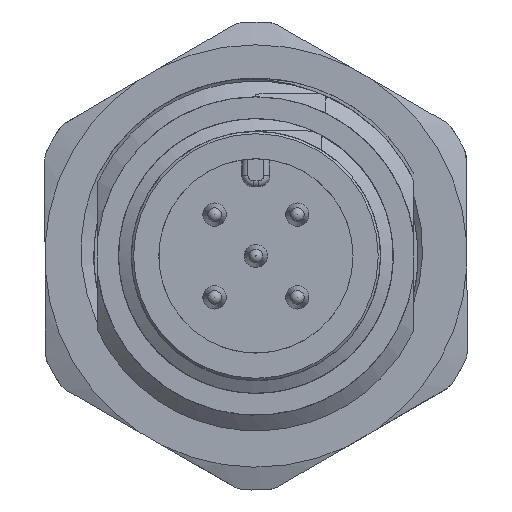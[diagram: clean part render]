
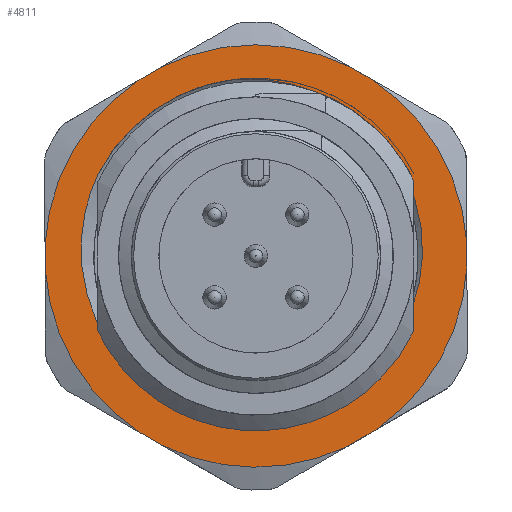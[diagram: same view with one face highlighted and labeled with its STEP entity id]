
A CAD part, front view. The second image highlights one B-rep face of the part: STEP entity #4811.
In plain terms, the highlighted face is planar.
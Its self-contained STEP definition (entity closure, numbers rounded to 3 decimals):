
#392=B_SPLINE_CURVE_WITH_KNOTS('',3,(#19092,#19093,#19094,#19095,#19096,
#19097,#19098),.UNSPECIFIED.,.F.,.F.,(4,1,1,1,4),(0.,0.004,
0.009,0.013,0.017),
 .UNSPECIFIED.);
#393=B_SPLINE_CURVE_WITH_KNOTS('',3,(#19102,#19103,#19104,#19105,#19106,
#19107,#19108),.UNSPECIFIED.,.F.,.F.,(4,1,1,1,4),(0.,
0.004,0.009,0.013,0.017),
 .UNSPECIFIED.);
#699=LINE('',#19112,#894);
#700=LINE('',#19116,#895);
#701=LINE('',#19120,#896);
#702=LINE('',#19124,#897);
#703=LINE('',#19128,#898);
#704=LINE('',#19132,#899);
#894=VECTOR('',#6537,1000.);
#895=VECTOR('',#6540,1000.);
#896=VECTOR('',#6543,1000.);
#897=VECTOR('',#6546,1000.);
#898=VECTOR('',#6549,1000.);
#899=VECTOR('',#6552,1000.);
#1854=ORIENTED_EDGE('',*,*,#2692,.T.);
#1855=ORIENTED_EDGE('',*,*,#2693,.T.);
#1856=ORIENTED_EDGE('',*,*,#2694,.T.);
#1857=ORIENTED_EDGE('',*,*,#2695,.T.);
#1858=ORIENTED_EDGE('',*,*,#2696,.F.);
#1859=ORIENTED_EDGE('',*,*,#2697,.T.);
#1860=ORIENTED_EDGE('',*,*,#2698,.F.);
#1861=ORIENTED_EDGE('',*,*,#2699,.T.);
#1862=ORIENTED_EDGE('',*,*,#2700,.F.);
#1863=ORIENTED_EDGE('',*,*,#2701,.T.);
#1864=ORIENTED_EDGE('',*,*,#2702,.F.);
#1865=ORIENTED_EDGE('',*,*,#2703,.T.);
#1866=ORIENTED_EDGE('',*,*,#2704,.F.);
#1867=ORIENTED_EDGE('',*,*,#2705,.T.);
#1868=ORIENTED_EDGE('',*,*,#2706,.F.);
#1869=ORIENTED_EDGE('',*,*,#2707,.T.);
#2692=EDGE_CURVE('',#3215,#3216,#3487,.T.);
#2693=EDGE_CURVE('',#3216,#3217,#392,.T.);
#2694=EDGE_CURVE('',#3217,#3218,#3488,.F.);
#2695=EDGE_CURVE('',#3218,#3215,#393,.T.);
#2696=EDGE_CURVE('',#3219,#3220,#3489,.F.);
#2697=EDGE_CURVE('',#3219,#3221,#699,.T.);
#2698=EDGE_CURVE('',#3222,#3221,#3490,.F.);
#2699=EDGE_CURVE('',#3222,#3223,#700,.T.);
#2700=EDGE_CURVE('',#3224,#3223,#3491,.F.);
#2701=EDGE_CURVE('',#3224,#3225,#701,.T.);
#2702=EDGE_CURVE('',#3226,#3225,#3492,.F.);
#2703=EDGE_CURVE('',#3226,#3227,#702,.T.);
#2704=EDGE_CURVE('',#3228,#3227,#3493,.F.);
#2705=EDGE_CURVE('',#3228,#3229,#703,.T.);
#2706=EDGE_CURVE('',#3230,#3229,#3494,.F.);
#2707=EDGE_CURVE('',#3230,#3220,#704,.T.);
#3215=VERTEX_POINT('',#19090);
#3216=VERTEX_POINT('',#19091);
#3217=VERTEX_POINT('',#19099);
#3218=VERTEX_POINT('',#19101);
#3219=VERTEX_POINT('',#19110);
#3220=VERTEX_POINT('',#19111);
#3221=VERTEX_POINT('',#19113);
#3222=VERTEX_POINT('',#19115);
#3223=VERTEX_POINT('',#19117);
#3224=VERTEX_POINT('',#19119);
#3225=VERTEX_POINT('',#19121);
#3226=VERTEX_POINT('',#19123);
#3227=VERTEX_POINT('',#19125);
#3228=VERTEX_POINT('',#19127);
#3229=VERTEX_POINT('',#19129);
#3230=VERTEX_POINT('',#19131);
#3487=CIRCLE('',#5533,7.6);
#3488=CIRCLE('',#5534,6.93);
#3489=CIRCLE('',#5535,9.024);
#3490=CIRCLE('',#5536,9.024);
#3491=CIRCLE('',#5537,9.024);
#3492=CIRCLE('',#5538,9.024);
#3493=CIRCLE('',#5539,9.024);
#3494=CIRCLE('',#5540,9.024);
#3866=EDGE_LOOP('',(#1854,#1855,#1856,#1857));
#3867=EDGE_LOOP('',(#1858,#1859,#1860,#1861,#1862,#1863,#1864,#1865,#1866,
#1867,#1868,#1869));
#4325=FACE_BOUND('',#3866,.T.);
#4326=FACE_BOUND('',#3867,.T.);
#4543=PLANE('',#5532);
#4811=ADVANCED_FACE('',(#4325,#4326),#4543,.T.);
#5532=AXIS2_PLACEMENT_3D('',#19088,#6529,#6530);
#5533=AXIS2_PLACEMENT_3D('',#19089,#6531,#6532);
#5534=AXIS2_PLACEMENT_3D('',#19100,#6533,#6534);
#5535=AXIS2_PLACEMENT_3D('',#19109,#6535,#6536);
#5536=AXIS2_PLACEMENT_3D('',#19114,#6538,#6539);
#5537=AXIS2_PLACEMENT_3D('',#19118,#6541,#6542);
#5538=AXIS2_PLACEMENT_3D('',#19122,#6544,#6545);
#5539=AXIS2_PLACEMENT_3D('',#19126,#6547,#6548);
#5540=AXIS2_PLACEMENT_3D('',#19130,#6550,#6551);
#6529=DIRECTION('',(1.,0.,0.));
#6530=DIRECTION('',(0.,0.,-1.));
#6531=DIRECTION('',(-1.,0.,0.));
#6532=DIRECTION('',(0.,1.,0.));
#6533=DIRECTION('',(1.,0.,0.));
#6534=DIRECTION('',(0.,0.,-1.));
#6535=DIRECTION('',(1.,0.,0.));
#6536=DIRECTION('',(0.,0.,-1.));
#6537=DIRECTION('',(0.,1.,0.));
#6538=DIRECTION('',(1.,0.,0.));
#6539=DIRECTION('',(0.,0.,-1.));
#6540=DIRECTION('',(0.,0.497,0.868));
#6541=DIRECTION('',(1.,0.,0.));
#6542=DIRECTION('',(0.,0.,-1.));
#6543=DIRECTION('',(0.,-0.497,0.868));
#6544=DIRECTION('',(1.,0.,0.));
#6545=DIRECTION('',(0.,0.,-1.));
#6546=DIRECTION('',(0.,-1.,0.));
#6547=DIRECTION('',(1.,0.,0.));
#6548=DIRECTION('',(0.,0.,-1.));
#6549=DIRECTION('',(0.,-0.498,-0.867));
#6550=DIRECTION('',(1.,0.,0.));
#6551=DIRECTION('',(0.,0.,-1.));
#6552=DIRECTION('',(0.,0.498,-0.867));
#19088=CARTESIAN_POINT('',(1.5,0.,0.));
#19089=CARTESIAN_POINT('',(1.5,0.,0.));
#19090=CARTESIAN_POINT('',(1.5,-4.081,6.411));
#19091=CARTESIAN_POINT('',(1.5,3.02,6.974));
#19092=CARTESIAN_POINT('',(1.5,3.02,6.974));
#19093=CARTESIAN_POINT('',(1.5,4.318,6.354));
#19094=CARTESIAN_POINT('',(1.5,6.523,4.378));
#19095=CARTESIAN_POINT('',(1.5,7.706,0.079));
#19096=CARTESIAN_POINT('',(1.5,6.285,-4.171));
#19097=CARTESIAN_POINT('',(1.5,3.917,-5.964));
#19098=CARTESIAN_POINT('',(1.5,2.558,-6.441));
#19099=CARTESIAN_POINT('',(1.5,2.558,-6.441));
#19100=CARTESIAN_POINT('',(1.5,0.,0.));
#19101=CARTESIAN_POINT('',(1.5,-1.511,-6.763));
#19102=CARTESIAN_POINT('',(1.5,-1.511,-6.763));
#19103=CARTESIAN_POINT('',(1.5,-2.927,-6.508));
#19104=CARTESIAN_POINT('',(1.5,-5.554,-5.103));
#19105=CARTESIAN_POINT('',(1.5,-7.621,-1.142));
#19106=CARTESIAN_POINT('',(1.5,-7.131,3.298));
#19107=CARTESIAN_POINT('',(1.5,-5.265,5.594));
#19108=CARTESIAN_POINT('',(1.5,-4.081,6.411));
#19109=CARTESIAN_POINT('',(1.5,0.,0.));
#19110=CARTESIAN_POINT('',(1.5,-0.764,-8.992));
#19111=CARTESIAN_POINT('',(1.5,-7.542,-4.955));
#19112=CARTESIAN_POINT('',(1.5,-4.376,-8.992));
#19113=CARTESIAN_POINT('',(1.5,0.764,-8.992));
#19114=CARTESIAN_POINT('',(1.5,0.,0.));
#19115=CARTESIAN_POINT('',(1.5,7.551,-4.941));
#19116=CARTESIAN_POINT('',(1.5,5.661,-8.243));
#19117=CARTESIAN_POINT('',(1.5,8.085,-4.008));
#19118=CARTESIAN_POINT('',(1.5,0.,0.));
#19119=CARTESIAN_POINT('',(1.5,8.085,4.008));
#19120=CARTESIAN_POINT('',(1.5,9.975,0.706));
#19121=CARTESIAN_POINT('',(1.5,7.551,4.941));
#19122=CARTESIAN_POINT('',(1.5,0.,0.));
#19123=CARTESIAN_POINT('',(1.5,0.537,9.008));
#19124=CARTESIAN_POINT('',(1.5,4.342,9.008));
#19125=CARTESIAN_POINT('',(1.5,-0.537,9.008));
#19126=CARTESIAN_POINT('',(1.5,0.,0.));
#19127=CARTESIAN_POINT('',(1.5,-7.542,4.955));
#19128=CARTESIAN_POINT('',(1.5,-5.646,8.254));
#19129=CARTESIAN_POINT('',(1.5,-8.078,4.024));
#19130=CARTESIAN_POINT('',(1.5,0.,0.));
#19131=CARTESIAN_POINT('',(1.5,-8.078,-4.024));
#19132=CARTESIAN_POINT('',(1.5,-9.974,-0.725));
